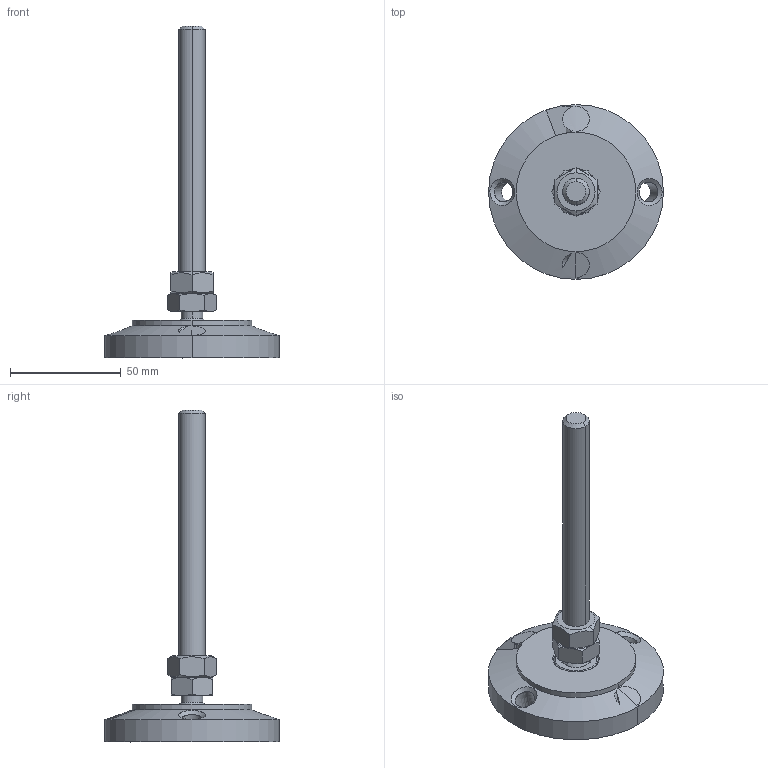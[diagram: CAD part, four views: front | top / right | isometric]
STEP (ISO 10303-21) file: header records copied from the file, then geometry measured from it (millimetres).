
FILE_DESCRIPTION((''),'2;1');
FILE_NAME('SF0616S.stp','2009-07-20T16:01:38',(''),(''),'Mechanical Desktop 2007','Mechanical Desktop 2007',', , ');
FILE_SCHEMA(('CONFIG_CONTROL_DESIGN'));
Length unit declared in the file: millimetre
Products named in the file (2): SF0616SA; SF0616S
Assembly tree (1 placements, depth 2):
  SF0616SA
    SF0616S
Bounding box: 79 x 79 x 150.03 mm (x, y, z)
Volume: 88104.7 mm3; surface area: 23895.2 mm2
Topology: 4 solids, 4 shells, 91 faces, 218 edges, 136 vertices
Faces by surface type: cone 34, plane 25, cylinder 22, bspline 8, sphere 2
Full cylindrical faces by diameter (mm): 9 x2
Entity records: 3566 total; most frequent: CARTESIAN_POINT 1484, DIRECTION 412, ORIENTED_EDGE 408, EDGE_CURVE 204, AXIS2_PLACEMENT_3D 171, VERTEX_POINT 132, EDGE_LOOP 112, FACE_OUTER_BOUND 91
